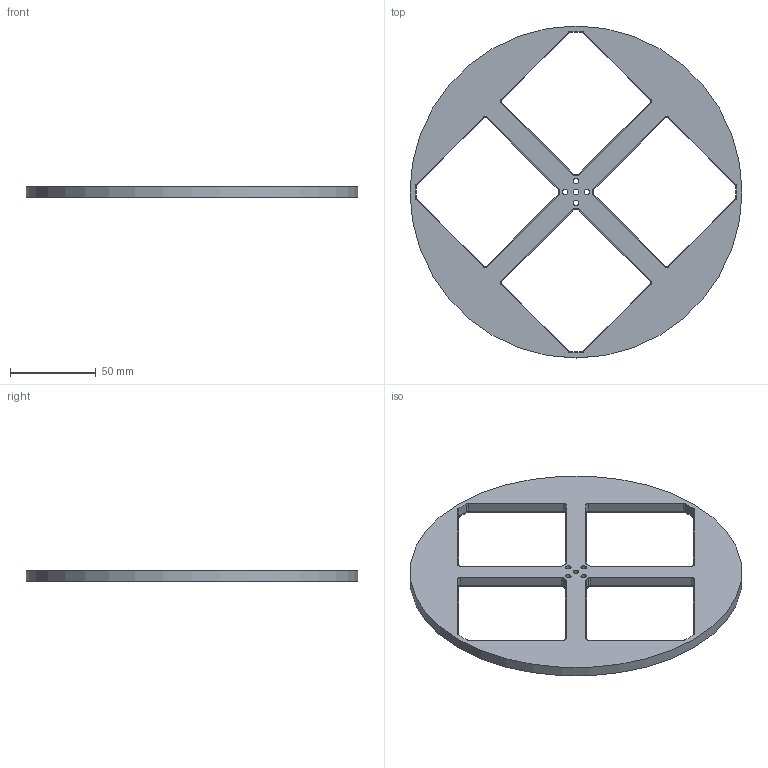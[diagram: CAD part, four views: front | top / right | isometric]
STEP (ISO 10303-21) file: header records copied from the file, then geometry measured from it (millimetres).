
FILE_DESCRIPTION(('FreeCAD Model'),'2;1');
FILE_NAME('output/parts_to_make/sampleWheel.step','2017-05-02T08:11:48', ('FreeCAD'),('FreeCAD'),'Open CASCADE STEP processor 7.1','FreeCAD', 'Unknown');
FILE_SCHEMA(('AUTOMOTIVE_DESIGN_CC2 { 1 2 10303 214 -1 1 5 4 }'));
Length unit declared in the file: millimetre
Products named in the file (1): Open CASCADE STEP translator 7.1 12
Bounding box: 194 x 194 x 6 mm (x, y, z)
Volume: 81629.9 mm3; surface area: 37995 mm2
Topology: 1 solids, 1 shells, 108 faces, 306 edges, 204 vertices
Faces by surface type: cylinder 70, plane 38
Full cylindrical faces by diameter (mm): 3.2 x5, 194 x1
Entity records: 3616 total; most frequent: DIRECTION 664, CARTESIAN_POINT 619, ORIENTED_EDGE 612, EDGE_CURVE 306, AXIS2_PLACEMENT_3D 249, VERTEX_POINT 204, LINE 166, VECTOR 166
